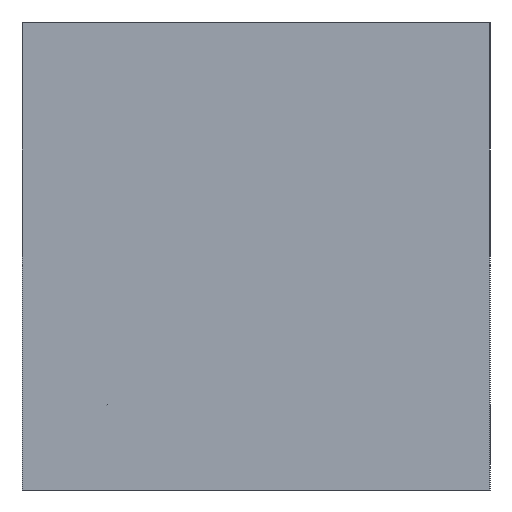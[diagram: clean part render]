
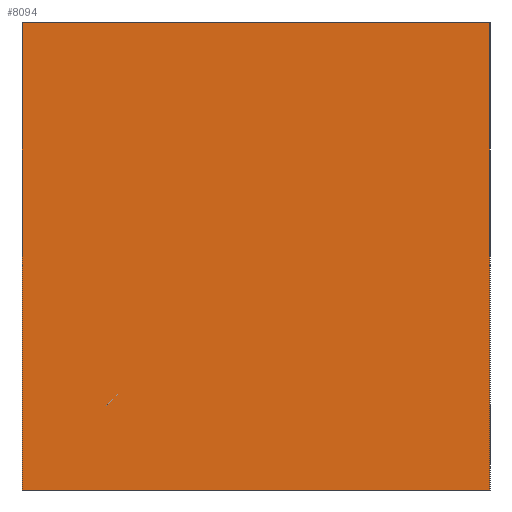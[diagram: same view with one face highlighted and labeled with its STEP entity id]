
A CAD part, left-side view. The second image highlights one B-rep face of the part: STEP entity #8094.
In plain terms, the highlighted planar face has unit normal (-1, 0, 0).
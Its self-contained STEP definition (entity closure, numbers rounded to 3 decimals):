
#1039=FACE_OUTER_BOUND('',#1501,.T.);
#1501=EDGE_LOOP('',(#7100,#7101,#7102,#7103));
#1806=LINE('',#12589,#2559);
#2261=LINE('',#13955,#3014);
#2262=LINE('',#13956,#3015);
#2263=LINE('',#13957,#3016);
#2559=VECTOR('',#9003,10.);
#3014=VECTOR('',#10210,10.);
#3015=VECTOR('',#10211,10.);
#3016=VECTOR('',#10212,10.);
#3352=VERTEX_POINT('',#12582);
#3355=VERTEX_POINT('',#12587);
#3761=VERTEX_POINT('',#13953);
#3762=VERTEX_POINT('',#13954);
#4263=EDGE_CURVE('',#3355,#3352,#1806,.T.);
#4881=EDGE_CURVE('',#3761,#3762,#2261,.T.);
#4882=EDGE_CURVE('',#3762,#3352,#2262,.T.);
#4883=EDGE_CURVE('',#3761,#3355,#2263,.T.);
#7100=ORIENTED_EDGE('',*,*,#4881,.T.);
#7101=ORIENTED_EDGE('',*,*,#4882,.T.);
#7102=ORIENTED_EDGE('',*,*,#4263,.F.);
#7103=ORIENTED_EDGE('',*,*,#4883,.F.);
#7360=PLANE('',#8561);
#8094=ADVANCED_FACE('',(#1039),#7360,.T.);
#8561=AXIS2_PLACEMENT_3D('',#13952,#10208,#10209);
#9003=DIRECTION('',(0.,-1.,0.));
#10208=DIRECTION('center_axis',(-1.,0.,0.));
#10209=DIRECTION('ref_axis',(0.,-1.,0.));
#10210=DIRECTION('',(0.,-1.,0.));
#10211=DIRECTION('',(0.,0.,1.));
#10212=DIRECTION('',(0.,0.,1.));
#12582=CARTESIAN_POINT('',(0.,0.,76.2));
#12587=CARTESIAN_POINT('',(0.,76.2,76.2));
#12589=CARTESIAN_POINT('',(0.,76.2,76.2));
#13952=CARTESIAN_POINT('Origin',(0.,76.2,0.));
#13953=CARTESIAN_POINT('',(0.,76.2,0.));
#13954=CARTESIAN_POINT('',(0.,0.,0.));
#13955=CARTESIAN_POINT('',(0.,76.2,0.));
#13956=CARTESIAN_POINT('',(0.,0.,0.));
#13957=CARTESIAN_POINT('',(0.,76.2,0.));
